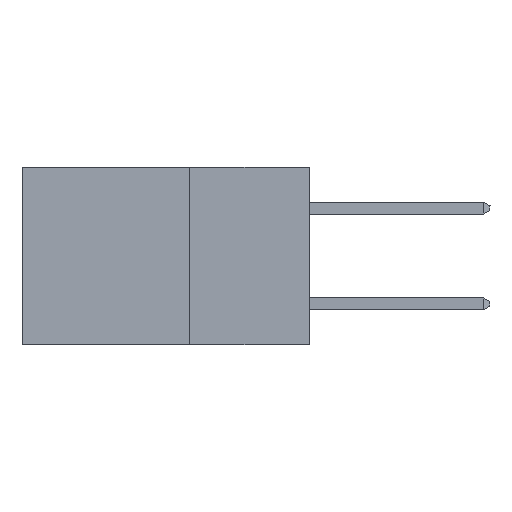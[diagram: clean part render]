
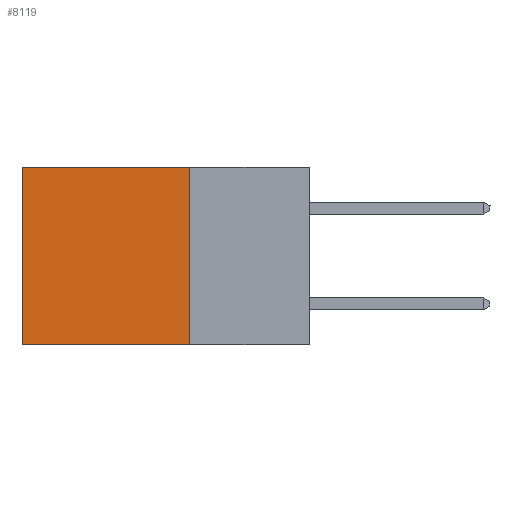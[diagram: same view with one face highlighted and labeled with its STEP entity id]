
A CAD part, left-side view. The second image highlights one B-rep face of the part: STEP entity #8119.
In plain terms, the highlighted planar face has unit normal (-1, 0, 0).
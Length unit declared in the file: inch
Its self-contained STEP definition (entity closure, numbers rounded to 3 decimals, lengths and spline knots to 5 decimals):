
#171 = LINE ( 'NONE', #3487, #1008 ) ;
#344 = AXIS2_PLACEMENT_3D ( 'NONE', #8738, #4339, #7705 ) ;
#585 = LINE ( 'NONE', #11202, #13474 ) ;
#614 = CARTESIAN_POINT ( 'NONE',  ( 0.2875, 0.6, 0. ) ) ;
#1008 = VECTOR ( 'NONE', #11110, 39.37008 ) ;
#1113 = LINE ( 'NONE', #11485, #2127 ) ;
#1219 = ORIENTED_EDGE ( 'NONE', *, *, #7153, .T. ) ;
#1240 = EDGE_CURVE ( 'NONE', #2034, #7633, #585, .T. ) ;
#1758 = DIRECTION ( 'NONE',  ( 0., 1., 0. ) ) ;
#1992 = ORIENTED_EDGE ( 'NONE', *, *, #1240, .T. ) ;
#2034 = VERTEX_POINT ( 'NONE', #614 ) ;
#2127 = VECTOR ( 'NONE', #1758, 39.37008 ) ;
#2249 = CARTESIAN_POINT ( 'NONE',  ( 0.2875, 0.25, 0. ) ) ;
#2948 = EDGE_CURVE ( 'NONE', #7930, #7633, #1113, .T. ) ;
#3352 = DIRECTION ( 'NONE',  ( 0., 0., -1. ) ) ;
#3374 = VECTOR ( 'NONE', #3352, 39.37008 ) ;
#3487 = CARTESIAN_POINT ( 'NONE',  ( 0.2875, 0.25, 0. ) ) ;
#3628 = CARTESIAN_POINT ( 'NONE',  ( 0.2875, 0.25, 0. ) ) ;
#4339 = DIRECTION ( 'NONE',  ( 1., 0., 0. ) ) ;
#5274 = ORIENTED_EDGE ( 'NONE', *, *, #13991, .F. ) ;
#5308 = PLANE ( 'NONE',  #344 ) ;
#6386 = DIRECTION ( 'NONE',  ( 0., 0., -1. ) ) ;
#6583 = CARTESIAN_POINT ( 'NONE',  ( 0.2875, 0.6, -0.37 ) ) ;
#7139 = LINE ( 'NONE', #2249, #3374 ) ;
#7153 = EDGE_CURVE ( 'NONE', #12026, #2034, #171, .T. ) ;
#7386 = CARTESIAN_POINT ( 'NONE',  ( 0.2875, 0.25, -0.37 ) ) ;
#7398 = EDGE_LOOP ( 'NONE', ( #1992, #13913, #5274, #1219 ) ) ;
#7633 = VERTEX_POINT ( 'NONE', #6583 ) ;
#7705 = DIRECTION ( 'NONE',  ( 0., 0., -1. ) ) ;
#7930 = VERTEX_POINT ( 'NONE', #7386 ) ;
#8119 = ADVANCED_FACE ( 'NONE', ( #9315 ), #5308, .F. ) ;
#8738 = CARTESIAN_POINT ( 'NONE',  ( 0.2875, 0.25, 0. ) ) ;
#9315 = FACE_OUTER_BOUND ( 'NONE', #7398, .T. ) ;
#11110 = DIRECTION ( 'NONE',  ( 0., 1., 0. ) ) ;
#11202 = CARTESIAN_POINT ( 'NONE',  ( 0.2875, 0.6, 0. ) ) ;
#11485 = CARTESIAN_POINT ( 'NONE',  ( 0.2875, 0.25, -0.37 ) ) ;
#12026 = VERTEX_POINT ( 'NONE', #3628 ) ;
#13474 = VECTOR ( 'NONE', #6386, 39.37008 ) ;
#13913 = ORIENTED_EDGE ( 'NONE', *, *, #2948, .F. ) ;
#13991 = EDGE_CURVE ( 'NONE', #12026, #7930, #7139, .T. ) ;
